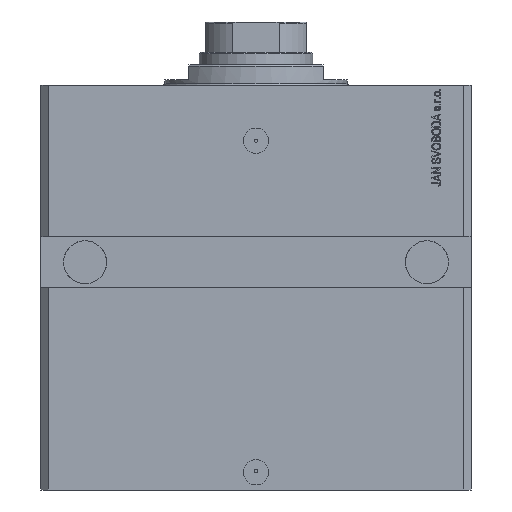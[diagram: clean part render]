
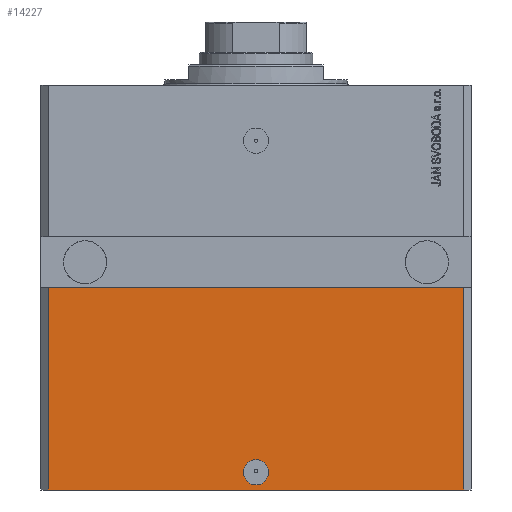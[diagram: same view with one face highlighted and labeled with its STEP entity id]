
A CAD part, front view. The second image highlights one B-rep face of the part: STEP entity #14227.
In plain terms, the highlighted planar face has unit normal (0, -1, 0).
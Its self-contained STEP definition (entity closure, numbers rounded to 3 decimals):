
#573 = LINE ( 'NONE', #7967, #11262 ) ;
#1969 = ORIENTED_EDGE ( 'NONE', *, *, #22409, .T. ) ;
#2394 = PLANE ( 'NONE',  #26403 ) ;
#3737 = LINE ( 'NONE', #7651, #30064 ) ;
#4187 = VERTEX_POINT ( 'NONE', #10436 ) ;
#4430 = VERTEX_POINT ( 'NONE', #5989 ) ;
#5297 = CARTESIAN_POINT ( 'NONE',  ( -82., -70., -160. ) ) ;
#5989 = CARTESIAN_POINT ( 'NONE',  ( 5., -70., -153. ) ) ;
#6939 = CIRCLE ( 'NONE', #41589, 5. ) ;
#7200 = VECTOR ( 'NONE', #30379, 1000. ) ;
#7389 = VECTOR ( 'NONE', #33005, 1000. ) ;
#7651 = CARTESIAN_POINT ( 'NONE',  ( -82., -70., -160. ) ) ;
#7967 = CARTESIAN_POINT ( 'NONE',  ( 82., -70., -160. ) ) ;
#9576 = DIRECTION ( 'NONE',  ( 0., 0., -1. ) ) ;
#10436 = CARTESIAN_POINT ( 'NONE',  ( -5., -70., -153. ) ) ;
#11262 = VECTOR ( 'NONE', #15130, 1000. ) ;
#12810 = EDGE_CURVE ( 'NONE', #4187, #4430, #27820, .T. ) ;
#13037 = EDGE_CURVE ( 'NONE', #43237, #31528, #36874, .T. ) ;
#13363 = VERTEX_POINT ( 'NONE', #41822 ) ;
#14227 = ADVANCED_FACE ( 'NONE', ( #26418, #23410 ), #2394, .T. ) ;
#14936 = CARTESIAN_POINT ( 'NONE',  ( 82., -70., -80. ) ) ;
#15130 = DIRECTION ( 'NONE',  ( 0., 0., 1. ) ) ;
#15900 = DIRECTION ( 'NONE',  ( 0., -1., 0. ) ) ;
#17514 = DIRECTION ( 'NONE',  ( 0., -1., 0. ) ) ;
#19393 = ORIENTED_EDGE ( 'NONE', *, *, #12810, .F. ) ;
#19609 = EDGE_CURVE ( 'NONE', #26078, #43237, #29766, .T. ) ;
#22409 = EDGE_CURVE ( 'NONE', #26078, #13363, #3737, .T. ) ;
#23410 = FACE_OUTER_BOUND ( 'NONE', #31715, .T. ) ;
#24641 = DIRECTION ( 'NONE',  ( 1., 0., 0. ) ) ;
#26078 = VERTEX_POINT ( 'NONE', #38707 ) ;
#26403 = AXIS2_PLACEMENT_3D ( 'NONE', #44672, #41208, #9576 ) ;
#26418 = FACE_BOUND ( 'NONE', #39787, .T. ) ;
#27820 = CIRCLE ( 'NONE', #39640, 5. ) ;
#28200 = DIRECTION ( 'NONE',  ( 1., 0., 0. ) ) ;
#29766 = LINE ( 'NONE', #5297, #7389 ) ;
#30064 = VECTOR ( 'NONE', #28200, 1000. ) ;
#30379 = DIRECTION ( 'NONE',  ( 1., 0., 0. ) ) ;
#30969 = ORIENTED_EDGE ( 'NONE', *, *, #41290, .F. ) ;
#31411 = ORIENTED_EDGE ( 'NONE', *, *, #19609, .F. ) ;
#31528 = VERTEX_POINT ( 'NONE', #14936 ) ;
#31715 = EDGE_LOOP ( 'NONE', ( #42793, #31411, #1969, #40168 ) ) ;
#33005 = DIRECTION ( 'NONE',  ( 0., 0., 1. ) ) ;
#36761 = EDGE_CURVE ( 'NONE', #13363, #31528, #573, .T. ) ;
#36874 = LINE ( 'NONE', #37544, #7200 ) ;
#37544 = CARTESIAN_POINT ( 'NONE',  ( -85., -70., -80. ) ) ;
#38285 = CARTESIAN_POINT ( 'NONE',  ( 0., -70., -153. ) ) ;
#38707 = CARTESIAN_POINT ( 'NONE',  ( -82., -70., -160. ) ) ;
#39640 = AXIS2_PLACEMENT_3D ( 'NONE', #38285, #17514, #24641 ) ;
#39787 = EDGE_LOOP ( 'NONE', ( #30969, #19393 ) ) ;
#40168 = ORIENTED_EDGE ( 'NONE', *, *, #36761, .T. ) ;
#41208 = DIRECTION ( 'NONE',  ( 0., -1., 0. ) ) ;
#41290 = EDGE_CURVE ( 'NONE', #4430, #4187, #6939, .T. ) ;
#41589 = AXIS2_PLACEMENT_3D ( 'NONE', #43850, #15900, #44076 ) ;
#41822 = CARTESIAN_POINT ( 'NONE',  ( 82., -70., -160. ) ) ;
#42793 = ORIENTED_EDGE ( 'NONE', *, *, #13037, .F. ) ;
#43237 = VERTEX_POINT ( 'NONE', #45055 ) ;
#43850 = CARTESIAN_POINT ( 'NONE',  ( 0., -70., -153. ) ) ;
#44076 = DIRECTION ( 'NONE',  ( 1., 0., 0. ) ) ;
#44672 = CARTESIAN_POINT ( 'NONE',  ( -82., -70., -160. ) ) ;
#45055 = CARTESIAN_POINT ( 'NONE',  ( -82., -70., -80. ) ) ;
